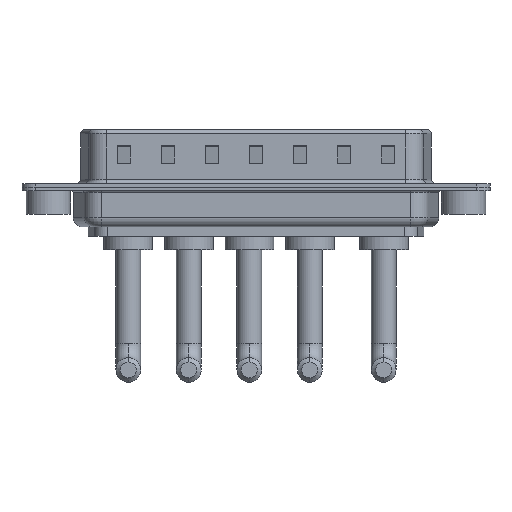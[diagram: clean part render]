
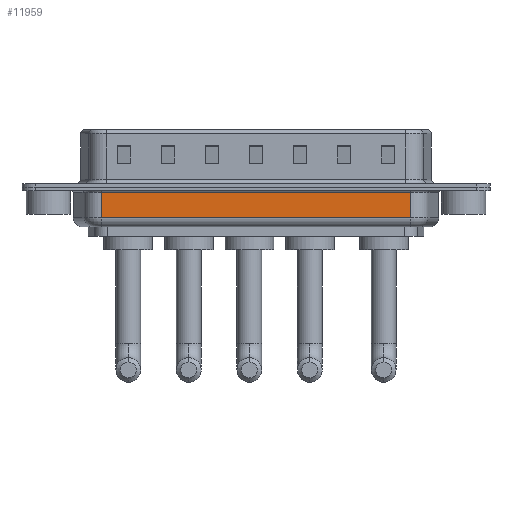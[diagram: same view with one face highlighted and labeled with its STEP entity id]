
A CAD part, front view. The second image highlights one B-rep face of the part: STEP entity #11959.
In plain terms, the highlighted planar face has unit normal (0, -1, 0).
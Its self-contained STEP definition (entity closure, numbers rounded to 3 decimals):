
#6 = CARTESIAN_POINT ( 'NONE',  ( 6.006, -5.35, -0.65 ) ) ;
#75 = LINE ( 'NONE', #6, #13695 ) ;
#182 = DIRECTION ( 'NONE',  ( 0., 0., 1. ) ) ;
#402 = LINE ( 'NONE', #1495, #7568 ) ;
#501 = EDGE_CURVE ( 'NONE', #9169, #1914, #75, .T. ) ;
#539 = CARTESIAN_POINT ( 'NONE',  ( 41.044, -5.35, -3.5 ) ) ;
#856 = CARTESIAN_POINT ( 'NONE',  ( 41.044, -5.35, -0.65 ) ) ;
#1017 = LINE ( 'NONE', #1961, #12485 ) ;
#1263 = DIRECTION ( 'NONE',  ( 0., 1., 0. ) ) ;
#1309 = DIRECTION ( 'NONE',  ( 1., 0., 0. ) ) ;
#1333 = VECTOR ( 'NONE', #1309, 1000. ) ;
#1495 = CARTESIAN_POINT ( 'NONE',  ( 6.006, -5.35, -4.5 ) ) ;
#1914 = VERTEX_POINT ( 'NONE', #3778 ) ;
#1961 = CARTESIAN_POINT ( 'NONE',  ( 41.044, -5.35, -4.5 ) ) ;
#2074 = CARTESIAN_POINT ( 'NONE',  ( 6.006, -5.35, -3.5 ) ) ;
#2430 = CARTESIAN_POINT ( 'NONE',  ( 6.006, -5.35, -4.5 ) ) ;
#3253 = ORIENTED_EDGE ( 'NONE', *, *, #10625, .T. ) ;
#3446 = FACE_OUTER_BOUND ( 'NONE', #10075, .T. ) ;
#3778 = CARTESIAN_POINT ( 'NONE',  ( 6.006, -5.35, -0.65 ) ) ;
#4341 = AXIS2_PLACEMENT_3D ( 'NONE', #2430, #1263, #9158 ) ;
#5654 = ORIENTED_EDGE ( 'NONE', *, *, #14226, .T. ) ;
#6739 = DIRECTION ( 'NONE',  ( -1., 0., 0. ) ) ;
#7452 = DIRECTION ( 'NONE',  ( 0., 0., 1. ) ) ;
#7568 = VECTOR ( 'NONE', #182, 1000. ) ;
#9158 = DIRECTION ( 'NONE',  ( 0., 0., 1. ) ) ;
#9169 = VERTEX_POINT ( 'NONE', #856 ) ;
#9512 = EDGE_CURVE ( 'NONE', #11734, #1914, #402, .T. ) ;
#10005 = LINE ( 'NONE', #13289, #1333 ) ;
#10075 = EDGE_LOOP ( 'NONE', ( #12424, #5654, #3253, #14148 ) ) ;
#10625 = EDGE_CURVE ( 'NONE', #11569, #9169, #1017, .T. ) ;
#11279 = PLANE ( 'NONE',  #4341 ) ;
#11569 = VERTEX_POINT ( 'NONE', #539 ) ;
#11734 = VERTEX_POINT ( 'NONE', #2074 ) ;
#11959 = ADVANCED_FACE ( 'NONE', ( #3446 ), #11279, .F. ) ;
#12424 = ORIENTED_EDGE ( 'NONE', *, *, #9512, .F. ) ;
#12485 = VECTOR ( 'NONE', #7452, 1000. ) ;
#13289 = CARTESIAN_POINT ( 'NONE',  ( 6.006, -5.35, -3.5 ) ) ;
#13695 = VECTOR ( 'NONE', #6739, 1000. ) ;
#14148 = ORIENTED_EDGE ( 'NONE', *, *, #501, .T. ) ;
#14226 = EDGE_CURVE ( 'NONE', #11734, #11569, #10005, .T. ) ;
